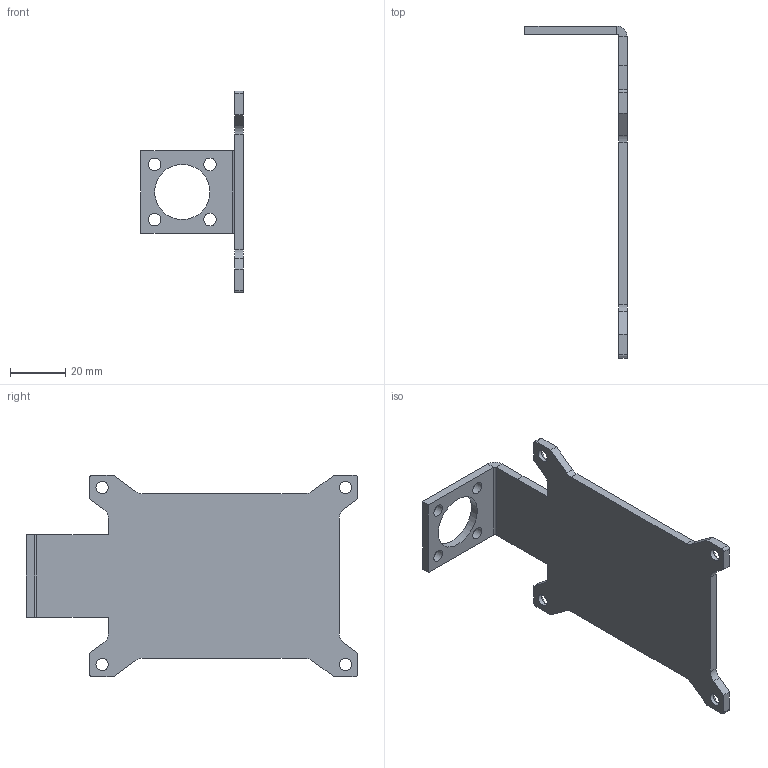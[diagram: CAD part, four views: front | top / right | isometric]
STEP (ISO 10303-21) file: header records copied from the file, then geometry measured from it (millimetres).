
FILE_DESCRIPTION (( 'STEP AP214' ), '1' );
FILE_NAME ('RFID-SA-BA1.STEP', '2022-11-02T11:31:02', ( '' ), ( '' ), 'SwSTEP 2.0', 'SolidWorks 2021', '' );
FILE_SCHEMA (( 'AUTOMOTIVE_DESIGN' ));
Length unit declared in the file: millimetre
Products named in the file (1): RFID-SA-BA1
Bounding box: 37 x 120 x 73 mm (x, y, z)
Volume: 20578.7 mm3; surface area: 15715.2 mm2
Topology: 1 solids, 1 shells, 61 faces, 165 edges, 106 vertices
Faces by surface type: plane 34, cylinder 23, cone 4
Full cylindrical faces by diameter (mm): 4.5 x8, 20 x1
Entity records: 1918 total; most frequent: DIRECTION 326, CARTESIAN_POINT 320, ORIENTED_EDGE 304, EDGE_CURVE 152, AXIS2_PLACEMENT_3D 112, VERTEX_POINT 106, VECTOR 102, LINE 102
